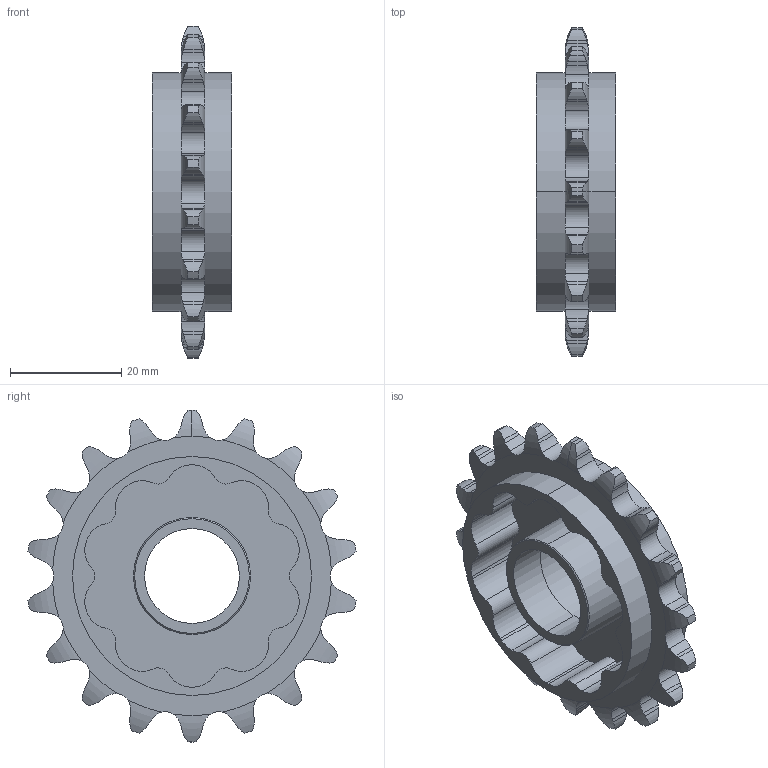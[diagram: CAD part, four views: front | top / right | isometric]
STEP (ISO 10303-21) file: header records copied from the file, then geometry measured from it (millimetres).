
FILE_DESCRIPTION (( 'STEP AP214' ), '1' );
FILE_NAME ('ArmPivotTPUClutch_Housing.STEP', '2025-02-27T05:01:18', ( '' ), ( '' ), 'SwSTEP 2.0', 'SolidWorks 2024', '' );
FILE_SCHEMA (( 'AUTOMOTIVE_DESIGN' ));
Length unit declared in the file: millimetre
Products named in the file (1): ArmPivotTPUClutch_Housing
Bounding box: 14.35 x 59.06 x 59.73 mm (x, y, z)
Volume: 12423.3 mm3; surface area: 9321.2 mm2
Topology: 1 solids, 1 shells, 257 faces, 744 edges, 494 vertices
Faces by surface type: cylinder 172, plane 43, torus 38, cone 4
Entity records: 9109 total; most frequent: CARTESIAN_POINT 2676, ORIENTED_EDGE 1488, DIRECTION 1192, EDGE_CURVE 744, VERTEX_POINT 494, AXIS2_PLACEMENT_3D 490, B_SPLINE_CURVE_WITH_KNOTS 300, EDGE_LOOP 264
